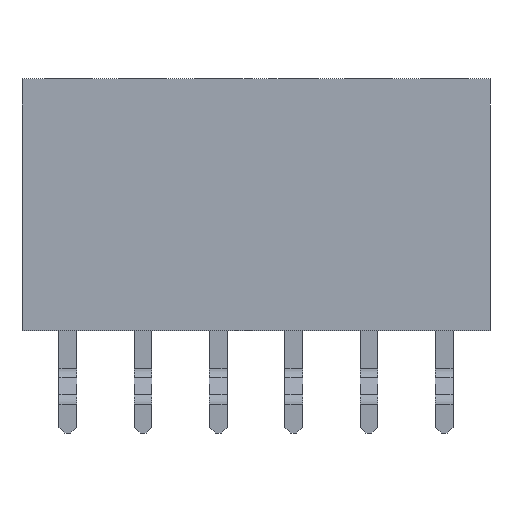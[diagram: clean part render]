
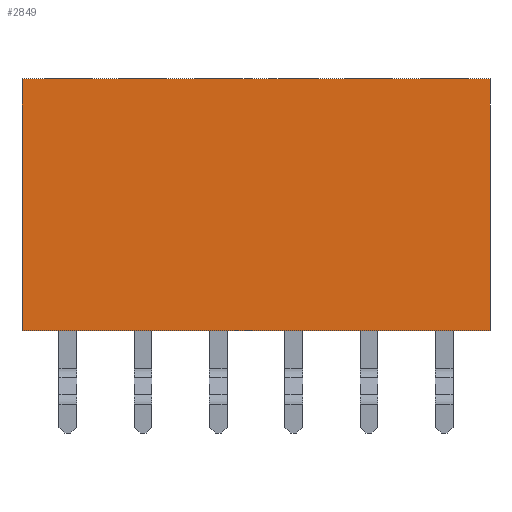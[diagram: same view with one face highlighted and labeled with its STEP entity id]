
A CAD part, front view. The second image highlights one B-rep face of the part: STEP entity #2849.
In plain terms, the highlighted face is planar.
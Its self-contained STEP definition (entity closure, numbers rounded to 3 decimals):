
#115=PLANE('',#3042);
#464=LINE('',#4410,#858);
#479=LINE('',#4440,#873);
#484=LINE('',#4448,#878);
#486=LINE('',#4452,#880);
#858=VECTOR('',#3550,1000.);
#873=VECTOR('',#3567,1000.);
#878=VECTOR('',#3574,1000.);
#880=VECTOR('',#3578,1000.);
#1410=ORIENTED_EDGE('',*,*,#2086,.T.);
#1411=ORIENTED_EDGE('',*,*,#2084,.F.);
#1412=ORIENTED_EDGE('',*,*,#2064,.F.);
#1413=ORIENTED_EDGE('',*,*,#2079,.T.);
#2064=EDGE_CURVE('',#2400,#2401,#464,.T.);
#2079=EDGE_CURVE('',#2400,#2414,#479,.T.);
#2084=EDGE_CURVE('',#2401,#2417,#484,.T.);
#2086=EDGE_CURVE('',#2414,#2417,#486,.T.);
#2400=VERTEX_POINT('',#4409);
#2401=VERTEX_POINT('',#4411);
#2414=VERTEX_POINT('',#4439);
#2417=VERTEX_POINT('',#4449);
#2535=EDGE_LOOP('',(#1410,#1411,#1412,#1413));
#2693=FACE_BOUND('',#2535,.T.);
#2849=ADVANCED_FACE('',(#2693),#115,.F.);
#3042=AXIS2_PLACEMENT_3D('',#4456,#3584,#3585);
#3550=DIRECTION('',(1.,0.,0.));
#3567=DIRECTION('',(0.,-1.,0.));
#3574=DIRECTION('',(0.,-1.,0.));
#3578=DIRECTION('',(1.,0.,0.));
#3584=DIRECTION('',(0.,0.,-1.));
#3585=DIRECTION('',(-1.,0.,0.));
#4409=CARTESIAN_POINT('',(0.,8.5,1.25));
#4410=CARTESIAN_POINT('',(0.,8.5,1.25));
#4411=CARTESIAN_POINT('',(15.79,8.5,1.25));
#4439=CARTESIAN_POINT('',(0.,0.,1.25));
#4440=CARTESIAN_POINT('',(0.,8.5,1.25));
#4448=CARTESIAN_POINT('',(15.79,8.5,1.25));
#4449=CARTESIAN_POINT('',(15.79,0.,1.25));
#4452=CARTESIAN_POINT('',(0.,0.,1.25));
#4456=CARTESIAN_POINT('',(0.,8.5,1.25));
